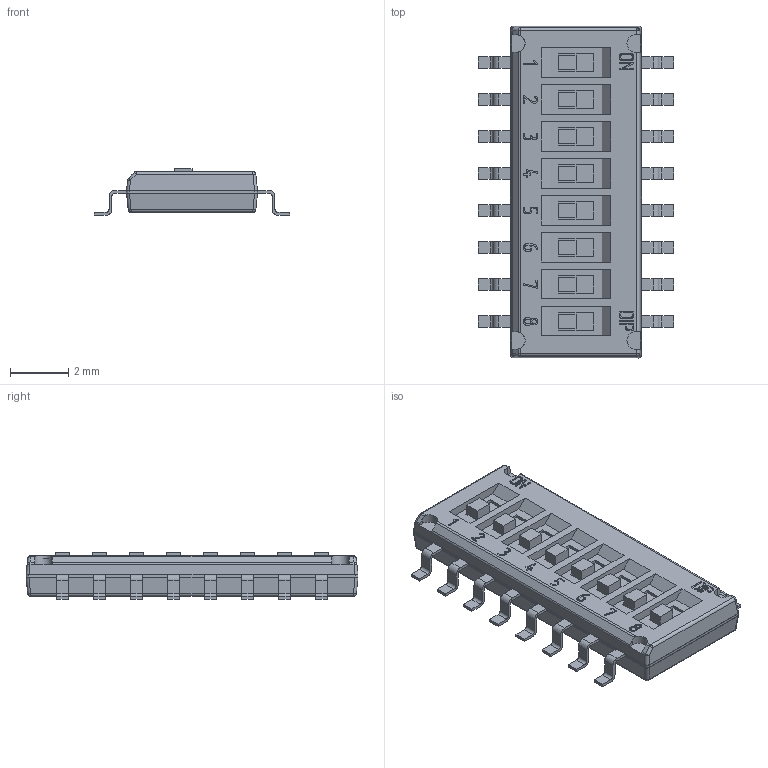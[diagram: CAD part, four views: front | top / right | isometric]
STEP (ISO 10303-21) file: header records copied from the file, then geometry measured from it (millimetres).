
FILE_DESCRIPTION (( 'STEP AP214' ), '1' );
FILE_NAME ('DHN-08-T-V.STEP', '2022-12-27T03:51:01', ( '' ), ( '' ), 'SwSTEP 2.0', 'SolidWorks 2022', '' );
FILE_SCHEMA (( 'AUTOMOTIVE_DESIGN' ));
Length unit declared in the file: millimetre
Products named in the file (6): User Library-DHN-08F_Body; User Library-DHN-08F_Open_CASCADE_STEP_translator_6.8_11.1; User Library-DHN-08F_Open_CASCADE_STEP_translator_6.8_11.2.1; User Library-DHN-08F_Leader; User Library-DHN-08F_750270768; DHN-08-T-V
Assembly tree (20 placements, depth 4):
  DHN-08-T-V
    User Library-DHN-08F_750270768
      User Library-DHN-08F_Open_CASCADE_STEP_translator_6.8_11.1
      User Library-DHN-08F_Body
        User Library-DHN-08F_Open_CASCADE_STEP_translator_6.8_11.2.1
      User Library-DHN-08F_Leader  x16
Bounding box: 6.7 x 11.4 x 1.6 mm (x, y, z)
Volume: 66.4 mm3; surface area: 192.4 mm2
Topology: 17 solids, 18 shells, 726 faces, 1893 edges, 1236 vertices
Faces by surface type: plane 455, bspline 164, cylinder 107
Entity records: 22960 total; most frequent: CARTESIAN_POINT 5434, ORIENTED_EDGE 2702, DIRECTION 1832, EDGE_CURVE 1352, LINE 960, VECTOR 960, VERTEX_POINT 876, EDGE_LOOP 551
